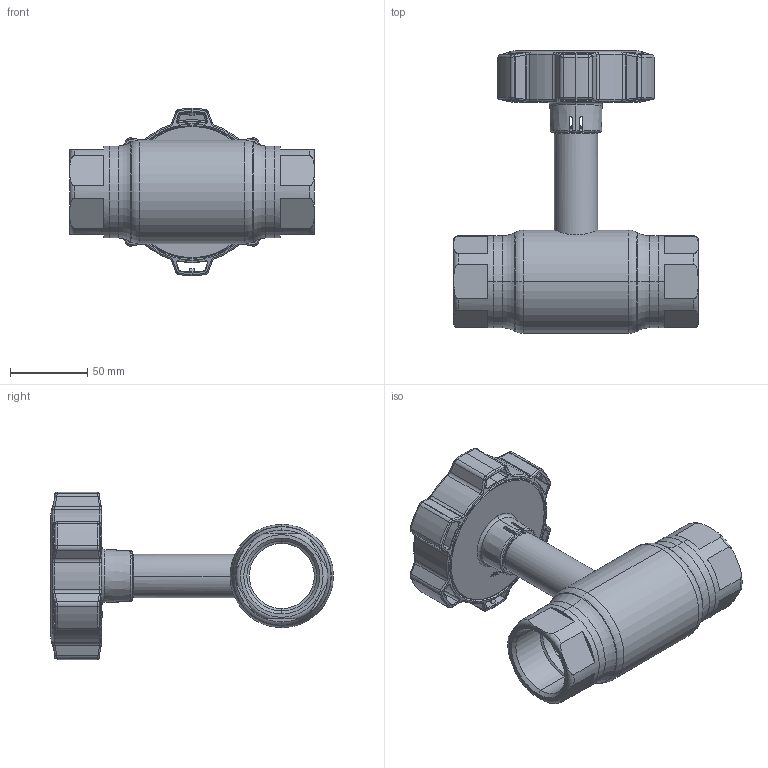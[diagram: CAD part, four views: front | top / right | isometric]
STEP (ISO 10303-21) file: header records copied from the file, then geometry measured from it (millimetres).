
FILE_DESCRIPTION (( 'STEP AP214' ), '1' );
FILE_NAME ('2040002001-0200.step', '2023-12-18T09:57:55', ( '' ), ( '' ), 'SwSTEP 2.0', 'SolidWorks 2021', '' );
FILE_SCHEMA (( 'AUTOMOTIVE_DESIGN' ));
Length unit declared in the file: millimetre
Products named in the file (1): 2040002001-0200
Bounding box: 158 x 182.53 x 107.98 mm (x, y, z)
Surface area: 94941.3 mm2 (no closed solid volume)
Topology: 0 solids, 10 shells, 519 faces, 1510 edges, 972 vertices
Faces by surface type: bspline 153, plane 121, cylinder 115, torus 75, cone 49, sphere 6
Entity records: 31226 total; most frequent: CARTESIAN_POINT 13275, ORIENTED_EDGE 2664, DIRECTION 2204, EDGE_CURVE 1510, VERTEX_POINT 972, AXIS2_PLACEMENT_3D 865, EDGE_LOOP 549, UNCERTAINTY_MEASURE_WITH_UNIT 521
